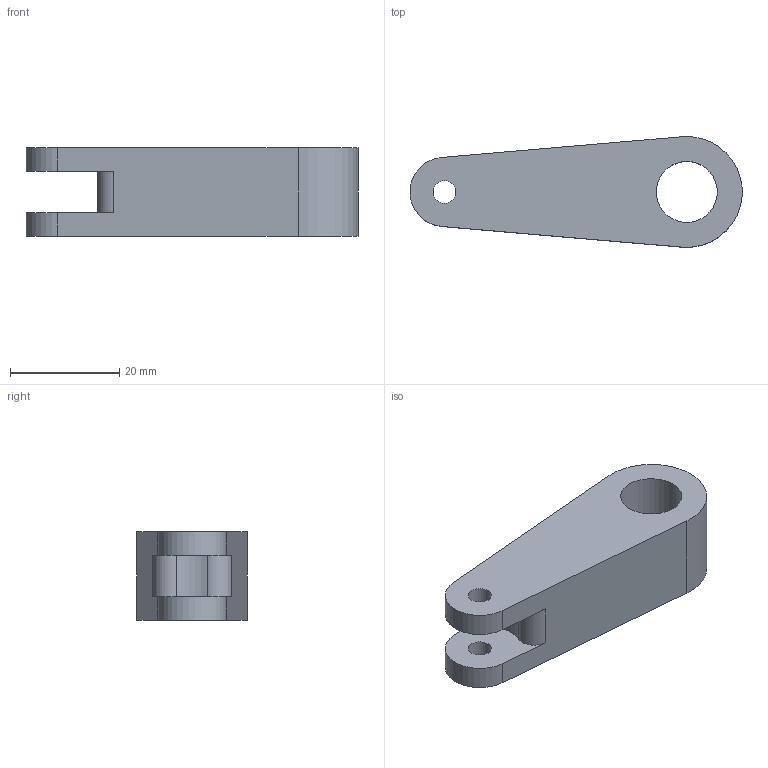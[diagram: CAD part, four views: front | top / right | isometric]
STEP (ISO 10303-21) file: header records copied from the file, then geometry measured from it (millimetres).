
FILE_DESCRIPTION(/* description */ (''),/* implementation_level */ '2;1');
FILE_NAME(/* name */ 'Spinner part 2.stp',/* time_stamp */ '2025-05-18T22:23:46-04:00',/* author */ ('alexa'),/* organization */ (''),/* preprocessor_version */ 'ST-DEVELOPER v20',/* originating_system */ 'Autodesk Inventor 2025',/* authorisation */ '');
FILE_SCHEMA (('AUTOMOTIVE_DESIGN { 1 0 10303 214 3 1 1 }'));
Length unit declared in the file: inch
Products named in the file (1): Spinner part 2
Bounding box: 60.9 x 20.25 x 16.23 mm (x, y, z)
Volume: 12630.8 mm3; surface area: 4818.9 mm2
Topology: 1 solids, 1 shells, 22 faces, 57 edges, 38 vertices
Faces by surface type: plane 13, cylinder 9
Full cylindrical faces by diameter (mm): 4.191 x2, 11.176 x1
Entity records: 736 total; most frequent: DIRECTION 121, CARTESIAN_POINT 118, ORIENTED_EDGE 114, EDGE_CURVE 57, AXIS2_PLACEMENT_3D 41, LINE 39, VECTOR 39, VERTEX_POINT 38
